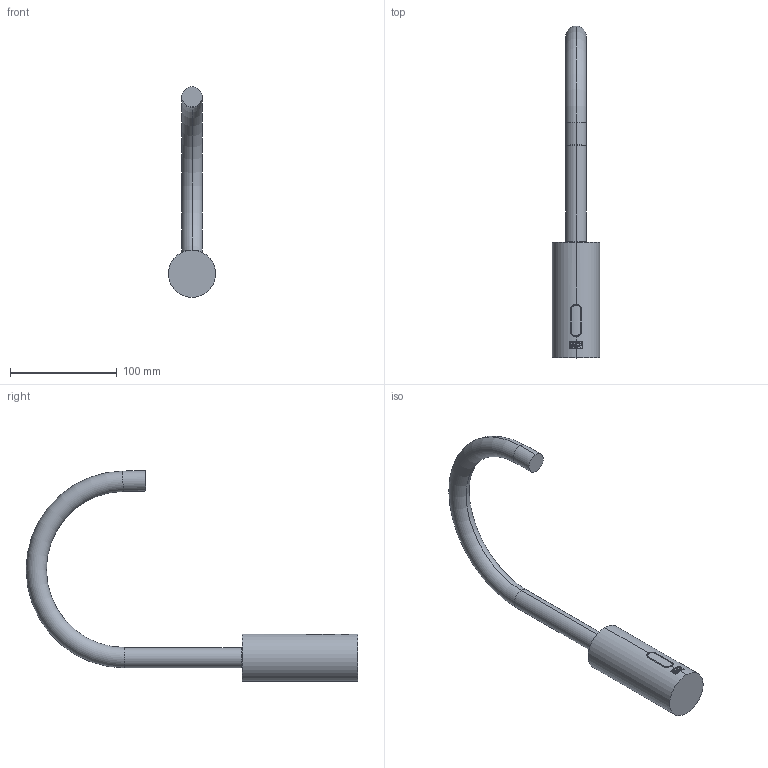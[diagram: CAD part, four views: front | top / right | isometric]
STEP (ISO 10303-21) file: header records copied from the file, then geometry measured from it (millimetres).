
FILE_DESCRIPTION (( 'STEP AP214' ), '1' );
FILE_NAME ('WT-EHM-+-44.521.660-01.STEP', '2021-11-29T11:17:26', ( '' ), ( '' ), 'SwSTEP 2.0', 'SolidWorks 2020', '' );
FILE_SCHEMA (( 'AUTOMOTIVE_DESIGN' ));
Length unit declared in the file: millimetre
Products named in the file (5): Infrarot Sensorik-+-09.10.01.247.90_Nur Sensor; WT-EHM-+-44.521.660-01; Auslauf-+-09.28.22.374-01_K001_PDB_092822374-00; Planungsmodell_Ring-+-09.28.10.166-1; Koerper-+-09.19.66.026-01_K001_PDB_091966026-00
Assembly tree (4 placements, depth 2):
  WT-EHM-+-44.521.660-01
    Koerper-+-09.19.66.026-01_K001_PDB_091966026-00
    Planungsmodell_Ring-+-09.28.10.166-1
    Auslauf-+-09.28.22.374-01_K001_PDB_092822374-00
    Infrarot Sensorik-+-09.10.01.247.90_Nur Sensor
Bounding box: 44.2 x 310.2 x 196.95 mm (x, y, z)
Volume: 269538.1 mm3; surface area: 49426.8 mm2
Topology: 3 solids, 7 shells, 226 faces, 587 edges, 386 vertices
Faces by surface type: plane 131, cylinder 45, bspline 42, cone 6, torus 2
Entity records: 8959 total; most frequent: CARTESIAN_POINT 3658, ORIENTED_EDGE 1123, DIRECTION 923, EDGE_CURVE 581, VERTEX_POINT 386, LINE 311, VECTOR 311, AXIS2_PLACEMENT_3D 306
